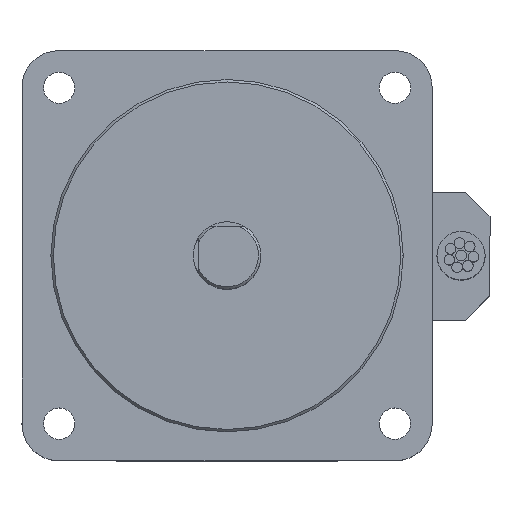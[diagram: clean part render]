
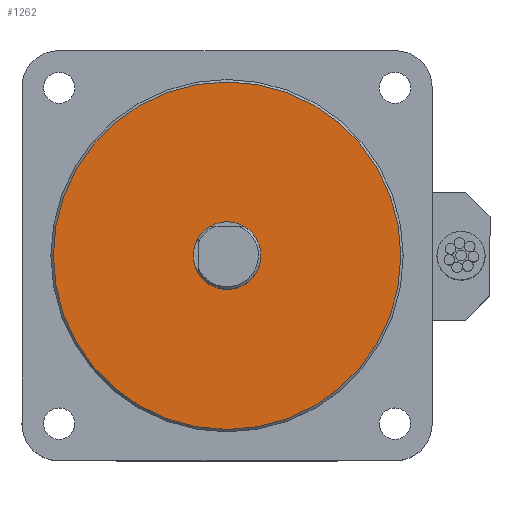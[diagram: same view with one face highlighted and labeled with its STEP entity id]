
A CAD part, top view. The second image highlights one B-rep face of the part: STEP entity #1262.
In plain terms, the highlighted planar face has unit normal (0, 0, 1).
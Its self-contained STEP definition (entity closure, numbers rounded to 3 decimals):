
#138 = DIRECTION ( 'NONE',  ( 1., 0., 0. ) ) ;
#139 = DIRECTION ( 'NONE',  ( 0., 0., 1. ) ) ;
#147 = CARTESIAN_POINT ( 'NONE',  ( 0., 0., 68.5 ) ) ;
#156 = DIRECTION ( 'NONE',  ( 1., 0., 0. ) ) ;
#157 = DIRECTION ( 'NONE',  ( 0., 0., 1. ) ) ;
#167 = CARTESIAN_POINT ( 'NONE',  ( 0., 0., 68.5 ) ) ;
#367 = EDGE_CURVE ( 'NONE', #2079, #2080, #1051, .T. ) ;
#376 = EDGE_CURVE ( 'NONE', #2019, #2020, #1035, .T. ) ;
#572 = FACE_OUTER_BOUND ( 'NONE', #1151, .T. ) ;
#573 = FACE_BOUND ( 'NONE', #1162, .T. ) ;
#1033 = AXIS2_PLACEMENT_3D ( 'NONE', #167, #139, #138 ) ;
#1035 = CIRCLE ( 'NONE', #1033, 7. ) ;
#1051 = CIRCLE ( 'NONE', #1052, 36.013 ) ;
#1052 = AXIS2_PLACEMENT_3D ( 'NONE', #147, #157, #156 ) ;
#1151 = EDGE_LOOP ( 'NONE', ( #1857, #2832 ) ) ;
#1162 = EDGE_LOOP ( 'NONE', ( #1855, #2834 ) ) ;
#1229 = EDGE_CURVE ( 'NONE', #2080, #2079, #1656, .T. ) ;
#1238 = EDGE_CURVE ( 'NONE', #2020, #2019, #1662, .T. ) ;
#1262 = ADVANCED_FACE ( 'NONE', ( #572, #573 ), #2481, .T. ) ;
#1313 = AXIS2_PLACEMENT_3D ( 'NONE', #2482, #2483, #2484 ) ;
#1639 = AXIS2_PLACEMENT_3D ( 'NONE', #2419, #2420, #2421 ) ;
#1647 = AXIS2_PLACEMENT_3D ( 'NONE', #2397, #2398, #2399 ) ;
#1656 = CIRCLE ( 'NONE', #1647, 36.013 ) ;
#1662 = CIRCLE ( 'NONE', #1639, 7. ) ;
#1855 = ORIENTED_EDGE ( 'NONE', *, *, #376, .F. ) ;
#1857 = ORIENTED_EDGE ( 'NONE', *, *, #367, .T. ) ;
#2019 = VERTEX_POINT ( 'NONE', #2654 ) ;
#2020 = VERTEX_POINT ( 'NONE', #2655 ) ;
#2079 = VERTEX_POINT ( 'NONE', #2714 ) ;
#2080 = VERTEX_POINT ( 'NONE', #2715 ) ;
#2397 = CARTESIAN_POINT ( 'NONE',  ( 0., 0., 68.5 ) ) ;
#2398 = DIRECTION ( 'NONE',  ( 0., 0., 1. ) ) ;
#2399 = DIRECTION ( 'NONE',  ( 1., 0., 0. ) ) ;
#2419 = CARTESIAN_POINT ( 'NONE',  ( 0., 0., 68.5 ) ) ;
#2420 = DIRECTION ( 'NONE',  ( 0., 0., 1. ) ) ;
#2421 = DIRECTION ( 'NONE',  ( 1., 0., 0. ) ) ;
#2481 = PLANE ( 'NONE',  #1313 ) ;
#2482 = CARTESIAN_POINT ( 'NONE',  ( 0., 0., 68.5 ) ) ;
#2483 = DIRECTION ( 'NONE',  ( 0., 0., 1. ) ) ;
#2484 = DIRECTION ( 'NONE',  ( 1., 0., 0. ) ) ;
#2654 = CARTESIAN_POINT ( 'NONE',  ( -7., 0., 68.5 ) ) ;
#2655 = CARTESIAN_POINT ( 'NONE',  ( 7., 0., 68.5 ) ) ;
#2714 = CARTESIAN_POINT ( 'NONE',  ( -36.013, 0., 68.5 ) ) ;
#2715 = CARTESIAN_POINT ( 'NONE',  ( 36.013, 0., 68.5 ) ) ;
#2832 = ORIENTED_EDGE ( 'NONE', *, *, #1229, .T. ) ;
#2834 = ORIENTED_EDGE ( 'NONE', *, *, #1238, .F. ) ;
